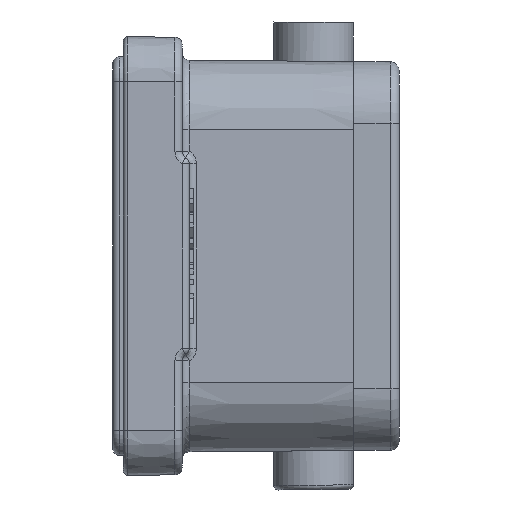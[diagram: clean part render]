
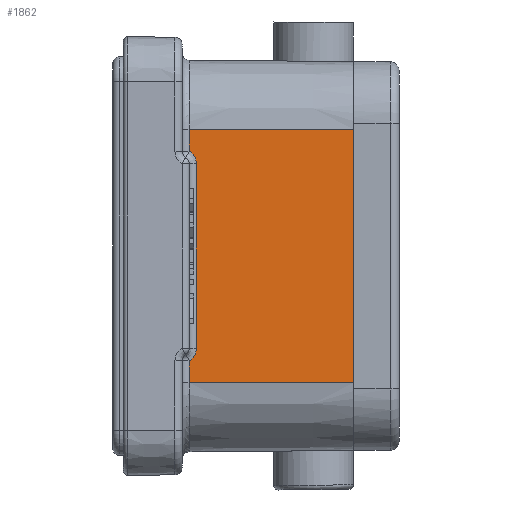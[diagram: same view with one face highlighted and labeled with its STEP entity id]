
A CAD part, left-side view. The second image highlights one B-rep face of the part: STEP entity #1862.
In plain terms, the highlighted planar face has unit normal (-1, -0.009, 0).
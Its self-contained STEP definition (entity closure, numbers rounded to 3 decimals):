
#282=ELLIPSE('',#13004,1.6,1.6);
#323=ELLIPSE('',#13613,1.6,1.6);
#1149=FACE_OUTER_BOUND('',#3748,.T.);
#1862=ADVANCED_FACE('',(#1149),#2383,.T.);
#2383=PLANE('',#13614);
#3748=EDGE_LOOP('',(#5868,#5869,#5870,#5871,#5872,#5873,#5874,#5875));
#5868=ORIENTED_EDGE('',*,*,#9311,.T.);
#5869=ORIENTED_EDGE('',*,*,#10012,.T.);
#5870=ORIENTED_EDGE('',*,*,#10013,.T.);
#5871=ORIENTED_EDGE('',*,*,#9324,.T.);
#5872=ORIENTED_EDGE('',*,*,#9952,.T.);
#5873=ORIENTED_EDGE('',*,*,#9945,.F.);
#5874=ORIENTED_EDGE('',*,*,#10007,.T.);
#5875=ORIENTED_EDGE('',*,*,#10010,.T.);
#8055=VERTEX_POINT('',#19014);
#8057=VERTEX_POINT('',#19018);
#8064=VERTEX_POINT('',#19056);
#8067=VERTEX_POINT('',#19061);
#8462=VERTEX_POINT('',#20476);
#8463=VERTEX_POINT('',#20478);
#8494=VERTEX_POINT('',#20640);
#8496=VERTEX_POINT('',#20651);
#9311=EDGE_CURVE('',#8055,#8057,#282,.T.);
#9324=EDGE_CURVE('',#8064,#8067,#11134,.T.);
#9945=EDGE_CURVE('',#8462,#8463,#11457,.T.);
#9952=EDGE_CURVE('',#8067,#8463,#11460,.T.);
#10007=EDGE_CURVE('',#8462,#8494,#11483,.T.);
#10010=EDGE_CURVE('',#8494,#8055,#11484,.T.);
#10012=EDGE_CURVE('',#8057,#8496,#11486,.T.);
#10013=EDGE_CURVE('',#8496,#8064,#323,.T.);
#11134=LINE('',#19062,#12077);
#11457=LINE('',#20477,#12400);
#11460=LINE('',#20491,#12403);
#11483=LINE('',#20641,#12426);
#11484=LINE('',#20647,#12427);
#11486=LINE('',#20650,#12429);
#12077=VECTOR('',#14911,1.);
#12400=VECTOR('',#16290,1.);
#12403=VECTOR('',#16307,1.);
#12426=VECTOR('',#16432,1.);
#12427=VECTOR('',#16441,1.);
#12429=VECTOR('',#16445,1.);
#13004=AXIS2_PLACEMENT_3D('',#19019,#14872,#14873);
#13613=AXIS2_PLACEMENT_3D('',#20652,#16446,#16447);
#13614=AXIS2_PLACEMENT_3D('',#20653,#16448,#16449);
#14872=DIRECTION('',(1.,0.009,0.));
#14873=DIRECTION('',(-0.009,1.,0.));
#14911=DIRECTION('',(0.,0.,-1.));
#16290=DIRECTION('',(0.,0.,-1.));
#16307=DIRECTION('',(0.009,-1.,0.));
#16432=DIRECTION('',(-0.009,1.,0.));
#16441=DIRECTION('',(0.,0.,-1.));
#16445=DIRECTION('',(0.,0.,-1.));
#16446=DIRECTION('',(1.,0.009,0.));
#16447=DIRECTION('',(-0.009,1.,0.));
#16448=DIRECTION('',(-1.,-0.009,0.));
#16449=DIRECTION('',(0.,0.,-1.));
#19014=CARTESIAN_POINT('',(-46.909,18.207,11.586));
#19018=CARTESIAN_POINT('',(-46.902,17.407,10.2));
#19019=CARTESIAN_POINT('',(-46.916,19.007,10.2));
#19056=CARTESIAN_POINT('',(-46.909,18.207,-11.586));
#19061=CARTESIAN_POINT('',(-46.909,18.207,-14.));
#19062=CARTESIAN_POINT('',(-46.909,18.207,-24.066));
#20476=CARTESIAN_POINT('',(-46.75,0.,14.));
#20477=CARTESIAN_POINT('',(-46.75,0.,21.5));
#20478=CARTESIAN_POINT('',(-46.75,0.,-14.));
#20491=CARTESIAN_POINT('',(-46.829,9.037,-14.));
#20640=CARTESIAN_POINT('',(-46.909,18.207,14.));
#20641=CARTESIAN_POINT('',(-46.829,9.037,14.));
#20647=CARTESIAN_POINT('',(-46.909,18.207,-24.066));
#20650=CARTESIAN_POINT('',(-46.902,17.407,0.));
#20651=CARTESIAN_POINT('',(-46.902,17.407,-10.2));
#20652=CARTESIAN_POINT('',(-46.916,19.007,-10.2));
#20653=CARTESIAN_POINT('',(-46.75,0.,-24.066));
